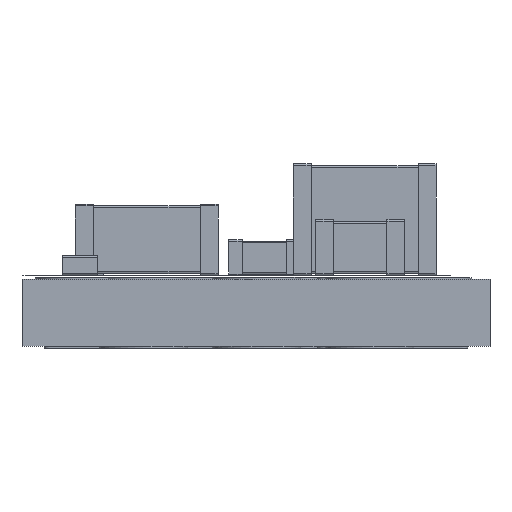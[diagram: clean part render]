
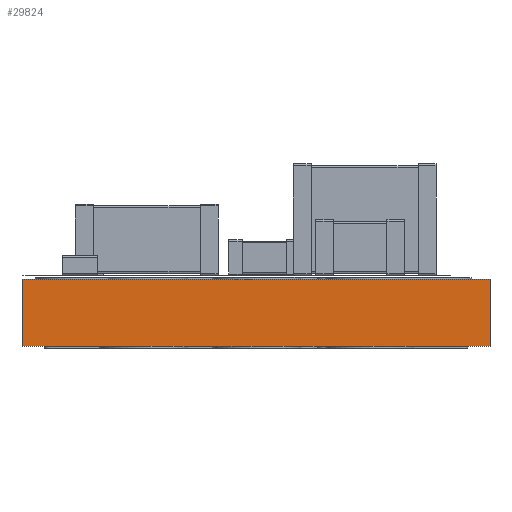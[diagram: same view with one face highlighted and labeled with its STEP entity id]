
A CAD part, front view. The second image highlights one B-rep face of the part: STEP entity #29824.
In plain terms, the highlighted planar face has unit normal (0, -1, 0).
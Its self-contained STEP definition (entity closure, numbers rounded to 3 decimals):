
#29824 = ADVANCED_FACE('',(#29825),#29859,.T.);
#29825 = FACE_BOUND('',#29826,.T.);
#29826 = EDGE_LOOP('',(#29827,#29837,#29845,#29853));
#29827 = ORIENTED_EDGE('',*,*,#29828,.T.);
#29828 = EDGE_CURVE('',#29829,#29831,#29833,.T.);
#29829 = VERTEX_POINT('',#29830);
#29830 = CARTESIAN_POINT('',(5.25,-10.475,0.));
#29831 = VERTEX_POINT('',#29832);
#29832 = CARTESIAN_POINT('',(5.25,-10.475,1.51));
#29833 = LINE('',#29834,#29835);
#29834 = CARTESIAN_POINT('',(5.25,-10.475,0.));
#29835 = VECTOR('',#29836,1.);
#29836 = DIRECTION('',(0.,0.,1.));
#29837 = ORIENTED_EDGE('',*,*,#29838,.T.);
#29838 = EDGE_CURVE('',#29831,#29839,#29841,.T.);
#29839 = VERTEX_POINT('',#29840);
#29840 = CARTESIAN_POINT('',(-5.25,-10.475,1.51));
#29841 = LINE('',#29842,#29843);
#29842 = CARTESIAN_POINT('',(5.25,-10.475,1.51));
#29843 = VECTOR('',#29844,1.);
#29844 = DIRECTION('',(-1.,0.,0.));
#29845 = ORIENTED_EDGE('',*,*,#29846,.F.);
#29846 = EDGE_CURVE('',#29847,#29839,#29849,.T.);
#29847 = VERTEX_POINT('',#29848);
#29848 = CARTESIAN_POINT('',(-5.25,-10.475,0.));
#29849 = LINE('',#29850,#29851);
#29850 = CARTESIAN_POINT('',(-5.25,-10.475,0.));
#29851 = VECTOR('',#29852,1.);
#29852 = DIRECTION('',(0.,0.,1.));
#29853 = ORIENTED_EDGE('',*,*,#29854,.F.);
#29854 = EDGE_CURVE('',#29829,#29847,#29855,.T.);
#29855 = LINE('',#29856,#29857);
#29856 = CARTESIAN_POINT('',(5.25,-10.475,0.));
#29857 = VECTOR('',#29858,1.);
#29858 = DIRECTION('',(-1.,0.,0.));
#29859 = PLANE('',#29860);
#29860 = AXIS2_PLACEMENT_3D('',#29861,#29862,#29863);
#29861 = CARTESIAN_POINT('',(5.25,-10.475,0.));
#29862 = DIRECTION('',(0.,-1.,0.));
#29863 = DIRECTION('',(-1.,0.,0.));
